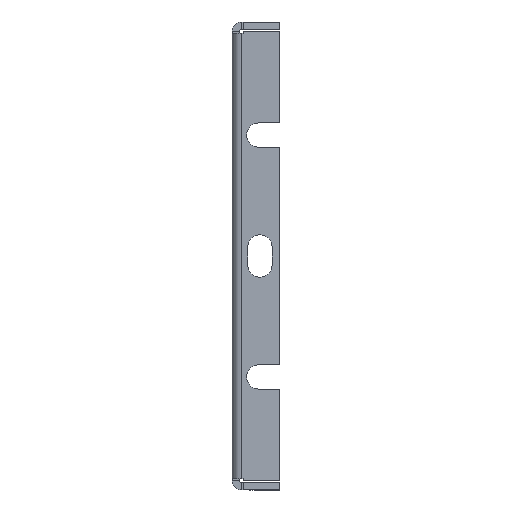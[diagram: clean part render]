
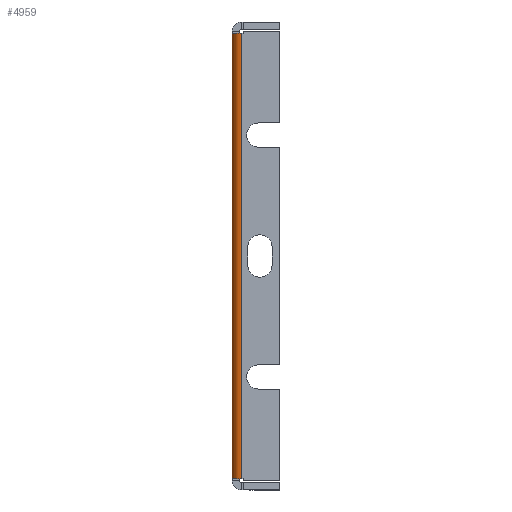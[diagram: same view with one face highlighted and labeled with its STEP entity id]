
A CAD part, left-side view. The second image highlights one B-rep face of the part: STEP entity #4959.
In plain terms, the highlighted cylindrical face has radius 0.405 mm (diameter 0.81 mm), a partial arc.
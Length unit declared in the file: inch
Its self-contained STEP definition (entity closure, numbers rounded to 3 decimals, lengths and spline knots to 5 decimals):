
#169 = DIRECTION ( 'NONE',  ( -1., 0., 0. ) ) ;
#267 = EDGE_CURVE ( 'NONE', #4768, #2928, #360, .T. ) ;
#360 = LINE ( 'NONE', #1973, #4143 ) ;
#451 = AXIS2_PLACEMENT_3D ( 'NONE', #3755, #2353, #3603 ) ;
#592 = DIRECTION ( 'NONE',  ( 0., 0., 1. ) ) ;
#785 = AXIS2_PLACEMENT_3D ( 'NONE', #1412, #592, #909 ) ;
#909 = DIRECTION ( 'NONE',  ( 1., 0., 0. ) ) ;
#1122 = CIRCLE ( 'NONE', #451, 0.01594 ) ;
#1327 = DIRECTION ( 'NONE',  ( 0., 0., -1. ) ) ;
#1412 = CARTESIAN_POINT ( 'NONE',  ( -0.37106, 0.06306, 0.387 ) ) ;
#1648 = LINE ( 'NONE', #2830, #3929 ) ;
#1761 = VERTEX_POINT ( 'NONE', #4376 ) ;
#1973 = CARTESIAN_POINT ( 'NONE',  ( -0.37106, 0.079, 0.36806 ) ) ;
#2170 = CYLINDRICAL_SURFACE ( 'NONE', #785, 0.01594 ) ;
#2353 = DIRECTION ( 'NONE',  ( 0., 0., 1. ) ) ;
#2409 = EDGE_CURVE ( 'NONE', #1761, #2928, #4071, .T. ) ;
#2471 = CARTESIAN_POINT ( 'NONE',  ( -0.37106, 0.06306, 0.36806 ) ) ;
#2572 = ORIENTED_EDGE ( 'NONE', *, *, #2409, .T. ) ;
#2670 = VERTEX_POINT ( 'NONE', #4482 ) ;
#2830 = CARTESIAN_POINT ( 'NONE',  ( -0.387, 0.06306, -0.36806 ) ) ;
#2928 = VERTEX_POINT ( 'NONE', #4439 ) ;
#3114 = ORIENTED_EDGE ( 'NONE', *, *, #4391, .F. ) ;
#3218 = CARTESIAN_POINT ( 'NONE',  ( -0.37106, 0.079, -0.36806 ) ) ;
#3539 = DIRECTION ( 'NONE',  ( 0., 0., 1. ) ) ;
#3603 = DIRECTION ( 'NONE',  ( 1., 0., 0. ) ) ;
#3755 = CARTESIAN_POINT ( 'NONE',  ( -0.37106, 0.06306, -0.36806 ) ) ;
#3770 = ORIENTED_EDGE ( 'NONE', *, *, #267, .F. ) ;
#3909 = AXIS2_PLACEMENT_3D ( 'NONE', #2471, #4881, #169 ) ;
#3929 = VECTOR ( 'NONE', #1327, 39.37008 ) ;
#4071 = CIRCLE ( 'NONE', #3909, 0.01594 ) ;
#4143 = VECTOR ( 'NONE', #3539, 39.37008 ) ;
#4270 = EDGE_LOOP ( 'NONE', ( #2572, #3770, #4824, #3114 ) ) ;
#4376 = CARTESIAN_POINT ( 'NONE',  ( -0.387, 0.06306, 0.36806 ) ) ;
#4391 = EDGE_CURVE ( 'NONE', #1761, #2670, #1648, .T. ) ;
#4439 = CARTESIAN_POINT ( 'NONE',  ( -0.37106, 0.079, 0.36806 ) ) ;
#4482 = CARTESIAN_POINT ( 'NONE',  ( -0.387, 0.06306, -0.36806 ) ) ;
#4650 = EDGE_CURVE ( 'NONE', #4768, #2670, #1122, .T. ) ;
#4768 = VERTEX_POINT ( 'NONE', #3218 ) ;
#4824 = ORIENTED_EDGE ( 'NONE', *, *, #4650, .T. ) ;
#4881 = DIRECTION ( 'NONE',  ( 0., 0., -1. ) ) ;
#4927 = FACE_OUTER_BOUND ( 'NONE', #4270, .T. ) ;
#4959 = ADVANCED_FACE ( 'NONE', ( #4927 ), #2170, .T. ) ;
